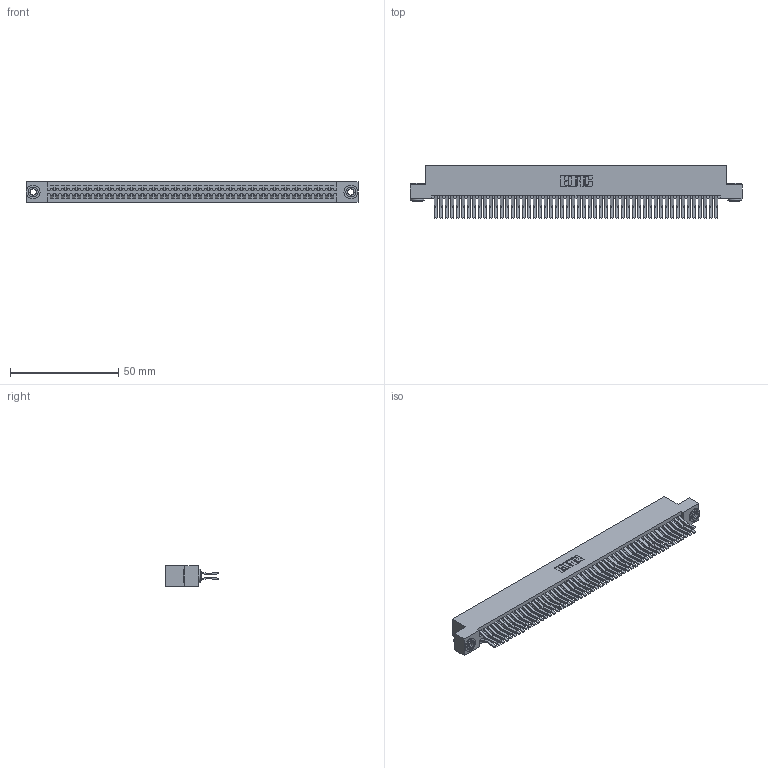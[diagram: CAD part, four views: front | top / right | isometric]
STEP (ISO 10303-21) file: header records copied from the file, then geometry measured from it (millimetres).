
FILE_DESCRIPTION (( 'STEP AP203' ), '1' );
FILE_NAME ('345-104-560-203.STEP', '2018-10-06T02:03:13', ( '' ), ( '' ), 'SwSTEP 2.0', 'SolidWorks 2016', '' );
FILE_SCHEMA (( 'CONFIG_CONTROL_DESIGN' ));
Length unit declared in the file: inch
Products named in the file (4): 345 Part_Flush Mounting Lugs - 0.156 Dia-TH; 345-292-001_560 Tail; 345-104-560-203; 345-250-002_345-250-002-102
Assembly tree (107 placements, depth 2):
  345-104-560-203
    345 Part_Flush Mounting Lugs - 0.156 Dia-TH
    345-292-001_560 Tail  x104
    345-250-002_345-250-002-102  x2
Bounding box: 153.29 x 24.45 x 9.4 mm (x, y, z)
Volume: 15684.5 mm3; surface area: 25336.2 mm2
Topology: 107 solids, 107 shells, 5572 faces, 16537 edges, 10882 vertices
Faces by surface type: plane 3522, cylinder 2042, cone 8
Entity records: 40192 total; most frequent: CARTESIAN_POINT 6703, ORIENTED_EDGE 6630, DIRECTION 5933, EDGE_CURVE 3315, VECTOR 2947, LINE 2947, VERTEX_POINT 2206, AXIS2_PLACEMENT_3D 1493
